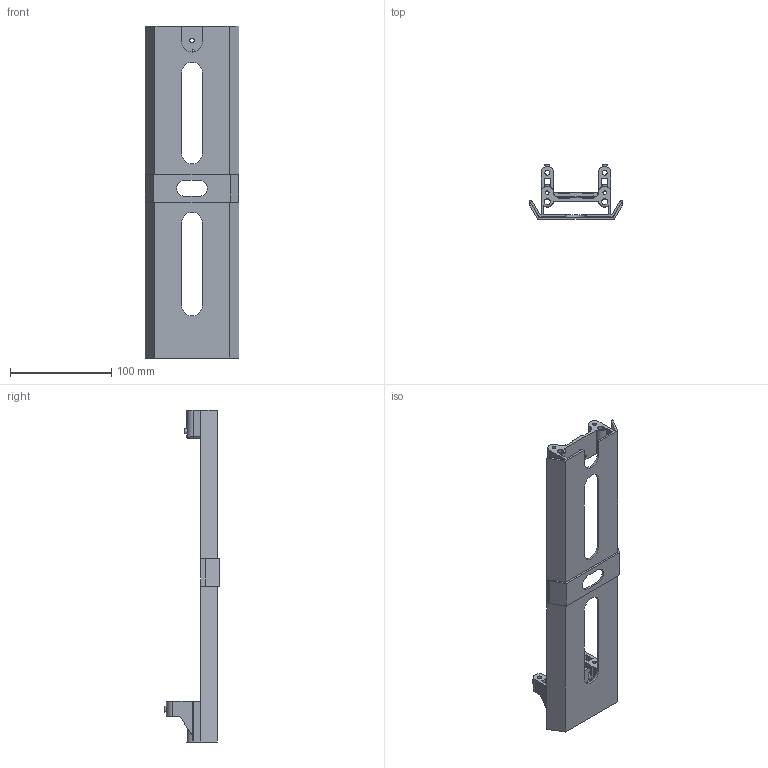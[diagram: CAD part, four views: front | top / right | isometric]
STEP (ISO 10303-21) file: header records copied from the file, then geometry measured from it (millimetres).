
FILE_DESCRIPTION(/* description */ (''),/* implementation_level */ '2;1');
FILE_NAME(/* name */ '201SuperHero.Module.Stand.UprightSupport v1.step',/* time_stamp */ '2018-01-24T15:22:18+01:00',/* author */ ('trm79'),/* organization */ (''),/* preprocessor_version */ 'ST-DEVELOPER v16.13',/* originating_system */ 'Autodesk Translation Framework v6.5.0.72',/* authorisation */ '');
FILE_SCHEMA (('AUTOMOTIVE_DESIGN { 1 0 10303 214 3 1 1 }'));
Length unit declared in the file: millimetre
Products named in the file (1): 201SuperHero.Module.Stand.UprightSupport
Bounding box: 92.51 x 54.08 x 327.61 mm (x, y, z)
Volume: 112465.7 mm3; surface area: 92886.9 mm2
Topology: 1 solids, 1 shells, 178 faces, 526 edges, 349 vertices
Faces by surface type: plane 106, cylinder 61, bspline 7, torus 4
Full cylindrical faces by diameter (mm): 2 x1, 3.556 x4, 3.81 x1, 4.394 x3, 4.623 x2, 5.029 x4, 6 x4, 14.935 x1
Entity records: 7238 total; most frequent: CARTESIAN_POINT 2315, ORIENTED_EDGE 1052, DIRECTION 977, EDGE_CURVE 526, VERTEX_POINT 349, LINE 343, VECTOR 343, AXIS2_PLACEMENT_3D 317
